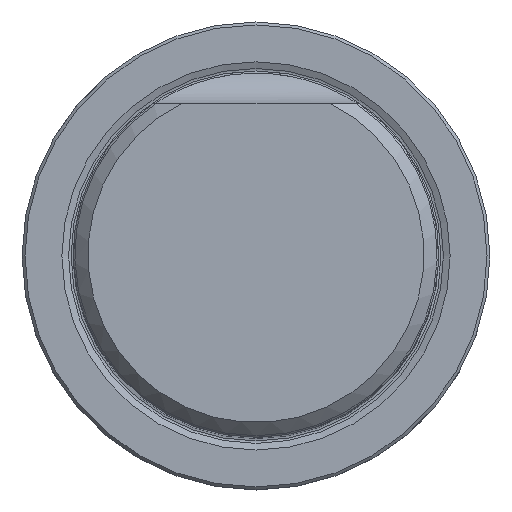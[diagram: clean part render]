
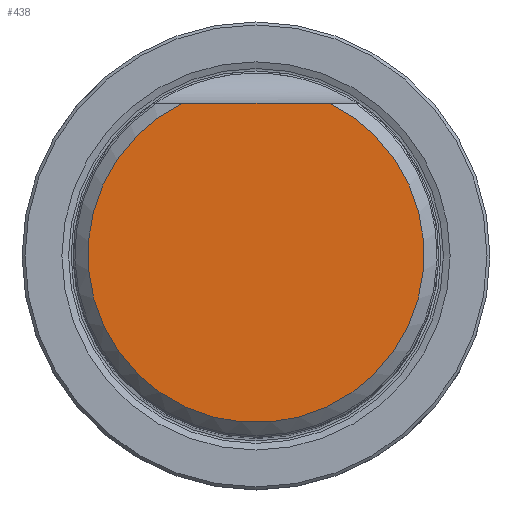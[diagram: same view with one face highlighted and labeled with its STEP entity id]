
A CAD part, top view. The second image highlights one B-rep face of the part: STEP entity #438.
In plain terms, the highlighted planar face has unit normal (0, 0, 1).
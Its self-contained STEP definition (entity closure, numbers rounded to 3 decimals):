
#325=PLANE('',#4597);
#438=ADVANCED_FACE('CU_SU_1',(#742),#325,.F.);
#742=FACE_OUTER_BOUND('',#980,.T.);
#980=EDGE_LOOP('',(#2165,#2166));
#1255=CIRCLE('',#4596,11.497);
#1560=LINE('',#6658,#1782);
#1782=VECTOR('',#5209,1.);
#2165=ORIENTED_EDGE('',*,*,#3789,.F.);
#2166=ORIENTED_EDGE('',*,*,#3790,.F.);
#3351=VERTEX_POINT('',#6656);
#3352=VERTEX_POINT('',#6657);
#3789=EDGE_CURVE('',#3351,#3352,#1255,.T.);
#3790=EDGE_CURVE('',#3352,#3351,#1560,.T.);
#4596=AXIS2_PLACEMENT_3D('',#6655,#5207,#5208);
#4597=AXIS2_PLACEMENT_3D('',#6659,#5210,#5211);
#5207=DIRECTION('',(0.,0.,-1.));
#5208=DIRECTION('',(0.,-1.,0.));
#5209=DIRECTION('',(1.,0.,0.));
#5210=DIRECTION('',(0.,0.,-1.));
#5211=DIRECTION('',(0.,-1.,0.));
#6655=CARTESIAN_POINT('',(0.,0.,56.));
#6656=CARTESIAN_POINT('',(4.999,10.353,56.));
#6657=CARTESIAN_POINT('',(-4.999,10.353,56.));
#6658=CARTESIAN_POINT('',(-12.497,10.353,56.));
#6659=CARTESIAN_POINT('',(0.,0.,56.));
